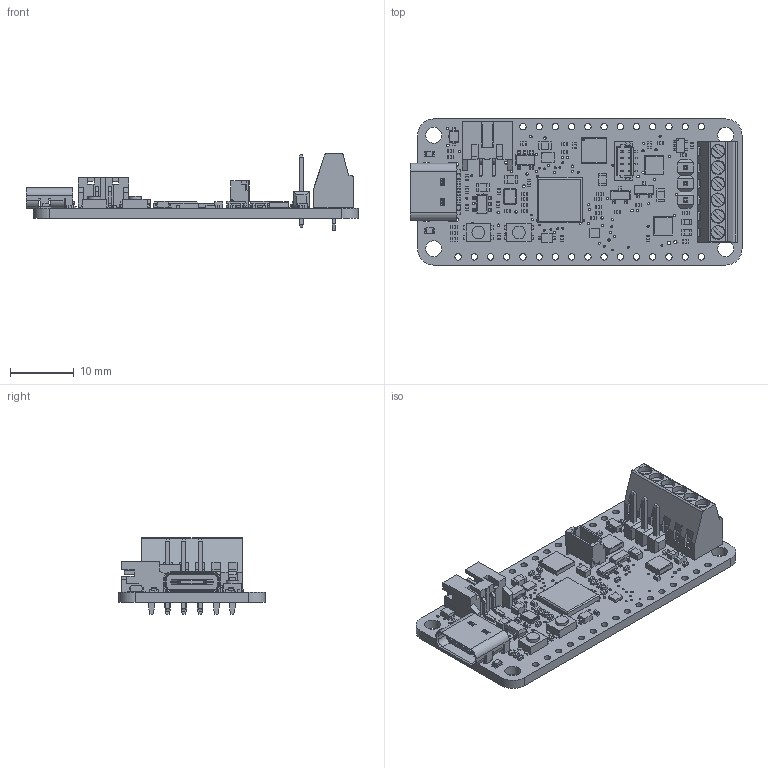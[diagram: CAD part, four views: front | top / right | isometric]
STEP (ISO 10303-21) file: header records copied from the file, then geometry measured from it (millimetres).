
FILE_DESCRIPTION(/* description */ (''),/* implementation_level */ '2;1');
FILE_NAME(/* name */ 'PCB Component.step',/* time_stamp */ '2023-06-12T13:21:33-04:00',/* author */ (''),/* organization */ (''),/* preprocessor_version */ 'ST-DEVELOPER v19.2',/* originating_system */ 'Autodesk Translation Framework v12.6.0.85',/* authorisation */ '');
FILE_SCHEMA (('AUTOMOTIVE_DESIGN { 1 0 10303 214 3 1 1 }'));
Products named in the file (25): PCB Component; Board; 10uF/16V; ORANGE; 100; RKB2; RT9080-3.3; JSTPH; MCP73831T-2ACI/OT; WS2812B_SK6805_1515; 8MB QSPI; PMEG2020AEA; DMG3415UFY; USB Type C; RP2040_QFN56; 12MHz/12pF; 1N4148; STEMMA_I2C_QTRA; 74AHCT1G125DCK; LIS3DH; C20917; MAX98357A; Ferrite; TERMINALS; 1x3M
Assembly tree (67 placements, depth 2):
  PCB Component
    Board
    10uF/16V  x5
    ORANGE  x2
    100  x36
    RKB2  x2
    RT9080-3.3
    JSTPH
    MCP73831T-2ACI/OT
    WS2812B_SK6805_1515
    8MB QSPI
    PMEG2020AEA
    DMG3415UFY
    USB Type C
    RP2040_QFN56
    12MHz/12pF
    1N4148
    STEMMA_I2C_QTRA
    74AHCT1G125DCK
    LIS3DH
    C20917  x2
    MAX98357A
    Ferrite  x2
    TERMINALS
    1x3M
Bounding box: 51.98 x 22.86 x 12 mm (x, y, z)
Volume: 2674.1 mm3; surface area: 6755.6 mm2
Topology: 217 solids, 217 shells, 3584 faces, 8955 edges, 5818 vertices
Faces by surface type: plane 2932, cylinder 600, torus 18, sphere 12, cone 12, bspline 10
Full cylindrical faces by diameter (mm): 0.15 x1, 0.3 x49, 0.35 x17, 0.381 x4, 0.394 x4, 0.4 x44, 0.5 x4, 0.65 x2, 1 x37, 1.6 x12, 1.7 x6, 2 x2, 2.2 x6, 2.5 x2, 2.54 x2
Entity records: 86630 total; most frequent: CARTESIAN_POINT 15172, ORIENTED_EDGE 14290, DIRECTION 14017, EDGE_CURVE 7145, LINE 5801, VECTOR 5801, VERTEX_POINT 4622, AXIS2_PLACEMENT_3D 4108
